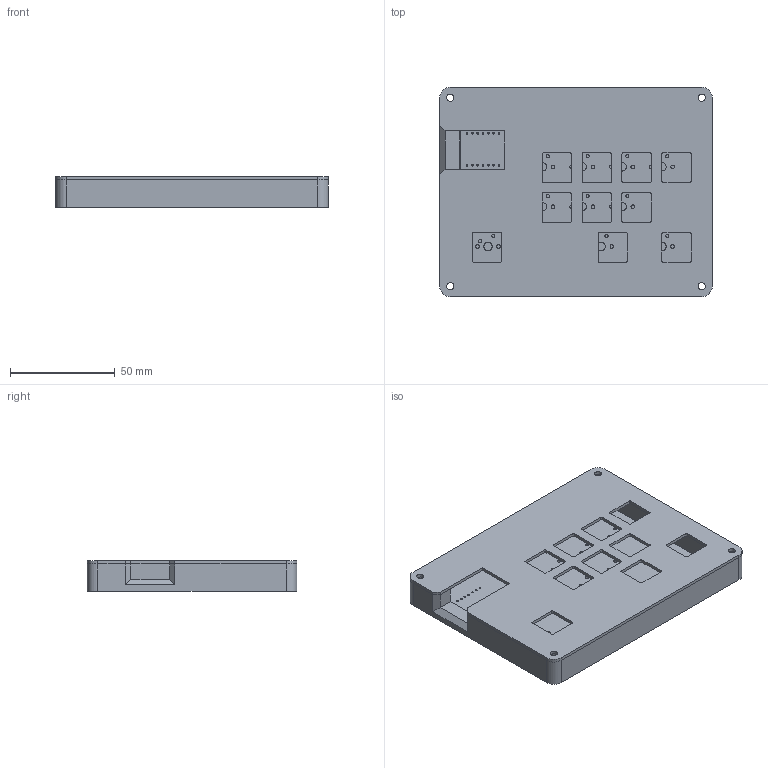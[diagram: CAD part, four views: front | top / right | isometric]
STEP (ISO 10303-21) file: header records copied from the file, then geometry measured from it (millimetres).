
FILE_DESCRIPTION(/* description */ (''),/* implementation_level */ '2;1');
FILE_NAME(/* name */ 'Bob''s Complete Mini-Keyboard V1.2.step',/* time_stamp */ '2025-12-24T17:06:38+10:00',/* author */ (''),/* organization */ (''),/* preprocessor_version */ 'ST-DEVELOPER v20.1',/* originating_system */ 'Autodesk Translation Framework v14.21.0.0',/* authorisation */ '');
FILE_SCHEMA (('AUTOMOTIVE_DESIGN { 1 0 10303 214 3 1 1 }'));
Length unit declared in the file: millimetre
Products named in the file (5): 2025-12-21-20-18-53-753; 2025-12-07-17-32-04-933; 2025-12-21-09-53-38-432; 2025-12-21-09-53-38-433; 2025-12-15-17-24-38-973
Assembly tree (4 placements, depth 4):
  2025-12-21-20-18-53-753
    2025-12-07-17-32-04-933
      2025-12-21-09-53-38-432
        2025-12-21-09-53-38-433
    2025-12-15-17-24-38-973
Bounding box: 130 x 100 x 14.5 mm (x, y, z)
Volume: 105229.9 mm3; surface area: 76873.2 mm2
Topology: 3 solids, 3 shells, 568 faces, 1582 edges, 1054 vertices
Faces by surface type: bspline 224, plane 220, cylinder 124
Full cylindrical faces by diameter (mm): 0.889 x14, 1.5 x20, 1.7 x20, 3.4 x8, 4 x10, 6 x4
Entity records: 20759 total; most frequent: CARTESIAN_POINT 7021, ORIENTED_EDGE 3164, DIRECTION 2088, EDGE_CURVE 1582, VERTEX_POINT 1054, LINE 886, VECTOR 886, EDGE_LOOP 766
